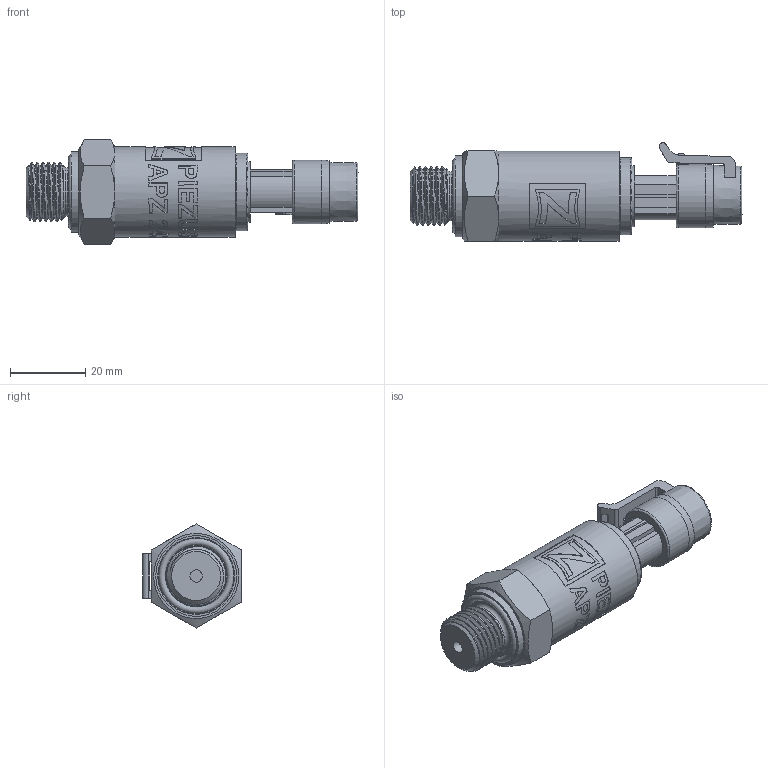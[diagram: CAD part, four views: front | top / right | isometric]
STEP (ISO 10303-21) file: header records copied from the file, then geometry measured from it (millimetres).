
FILE_DESCRIPTION(/* description */ (''),/* implementation_level */ '2;1');
FILE_NAME(/* name */ 'APZ2422_M16x1,5DIN_Packard.step',/* time_stamp */ '2021-06-15T14:13:00+03:00',/* author */ (''),/* organization */ (''),/* preprocessor_version */ 'ST-DEVELOPER v18.1',/* originating_system */ 'Autodesk Translation Framework v10.9.0.1377',/* authorisation */ '');
FILE_SCHEMA (('AUTOMOTIVE_DESIGN { 1 0 10303 214 3 1 1 }'));
Length unit declared in the file: millimetre
Products named in the file (4): APZ2422_M16x1,5DIN_Packard; M16x1,5 DIN; Packard male v12; Packard female v5
Assembly tree (3 placements, depth 2):
  APZ2422_M16x1,5DIN_Packard
    M16x1,5 DIN
    Packard male v12
    Packard female v5
Bounding box: 88.28 x 26.21 x 27.71 mm (x, y, z)
Volume: 27310.1 mm3; surface area: 13346.2 mm2
Topology: 10 solids, 10 shells, 495 faces, 1283 edges, 852 vertices
Faces by surface type: bspline 220, plane 163, cylinder 71, cone 27, torus 14
Full cylindrical faces by diameter (mm): 1.5 x3, 3.3 x1, 10.123 x1, 12 x1, 12.623 x2, 13 x1, 13.9 x1, 14.137 x5, 15.85 x4, 16.2 x1, 16.4 x1, 16.9 x1, 18 x2, 18.3 x1, 20 x3, 20.5 x1, 21.5 x1, 24 x1
Entity records: 22263 total; most frequent: CARTESIAN_POINT 11113, ORIENTED_EDGE 2566, DIRECTION 1739, EDGE_CURVE 1283, VERTEX_POINT 852, LINE 635, VECTOR 635, EDGE_LOOP 553
